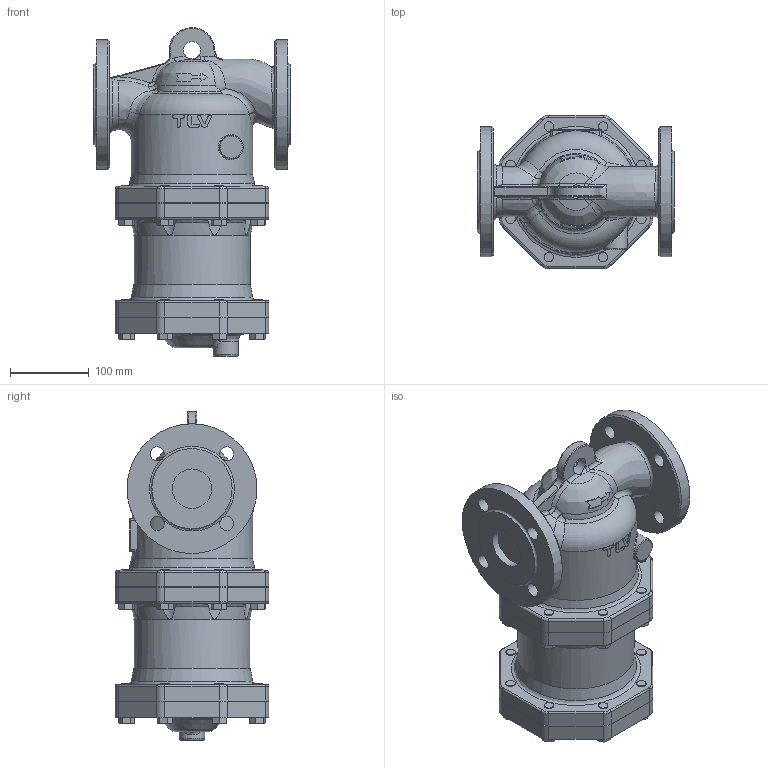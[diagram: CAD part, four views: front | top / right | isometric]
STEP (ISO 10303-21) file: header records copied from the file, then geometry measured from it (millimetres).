
FILE_DESCRIPTION((''),'2;1');
FILE_NAME('dc3a0-050-e0025-00.stp','2010-06-23T16:15:14',('nakaot'),(''),'Autodesk Inventor 2008','Autodesk Inventor 2008','');
FILE_SCHEMA(('AUTOMOTIVE_DESIGN { 1 0 10303 214 1 1 1 1 }'));
Length unit declared in the file: millimetre
Products named in the file (1): dc3a0-050-e0025-00
Bounding box: 250 x 195 x 417.92 mm (x, y, z)
Volume: 8025212.4 mm3; surface area: 496511.6 mm2
Topology: 1 solids, 1 shells, 658 faces, 1591 edges, 988 vertices
Faces by surface type: plane 232, bspline 144, cylinder 133, cone 110, torus 37, sphere 2
Full cylindrical faces by diameter (mm): 12 x32, 18 x4, 22 x1, 30 x1, 32 x1, 50 x1, 100 x2, 148 x1, 154 x1, 165 x1
Entity records: 39613 total; most frequent: CARTESIAN_POINT 25902, ORIENTED_EDGE 2942, DIRECTION 2566, EDGE_CURVE 1471, AXIS2_PLACEMENT_3D 1059, VERTEX_POINT 954, EDGE_LOOP 847, FACE_OUTER_BOUND 658
